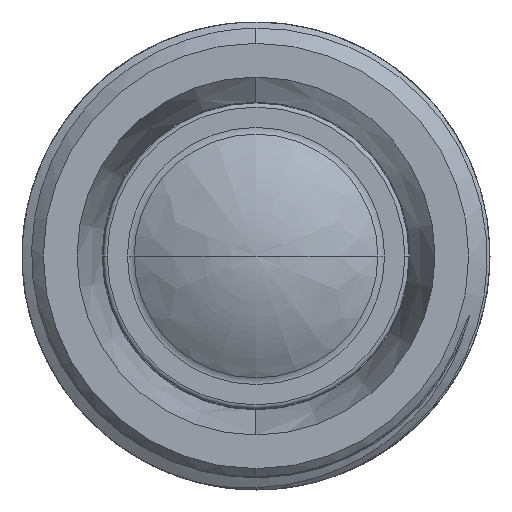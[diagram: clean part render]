
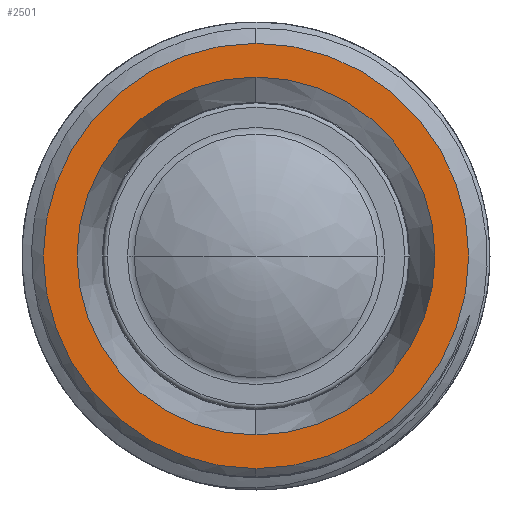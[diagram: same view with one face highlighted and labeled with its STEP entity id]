
A CAD part, left-side view. The second image highlights one B-rep face of the part: STEP entity #2501.
In plain terms, the highlighted planar face has unit normal (-1, 0, 0).
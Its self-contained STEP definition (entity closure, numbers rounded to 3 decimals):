
#26 = EDGE_CURVE ( 'NONE', #11591, #4122, #12730, .T. ) ;
#948 = CARTESIAN_POINT ( 'NONE',  ( -1.212, 0., 0. ) ) ;
#990 = CARTESIAN_POINT ( 'NONE',  ( -1.212, 0., 0. ) ) ;
#2133 = DIRECTION ( 'NONE',  ( 0., 0., -1. ) ) ;
#2501 = ADVANCED_FACE ( 'NONE', ( #12928, #10594 ), #17048, .T. ) ;
#2578 = CARTESIAN_POINT ( 'NONE',  ( -1.212, 0., 5. ) ) ;
#2783 = DIRECTION ( 'NONE',  ( 0., 0., 1. ) ) ;
#3183 = EDGE_LOOP ( 'NONE', ( #11076, #12969 ) ) ;
#3328 = CARTESIAN_POINT ( 'NONE',  ( -1.212, 0., 4.207 ) ) ;
#3409 = CIRCLE ( 'NONE', #8484, 4.207 ) ;
#4122 = VERTEX_POINT ( 'NONE', #2578 ) ;
#4695 = AXIS2_PLACEMENT_3D ( 'NONE', #12190, #12072, #2783 ) ;
#4755 = EDGE_CURVE ( 'NONE', #7084, #8723, #12897, .T. ) ;
#4976 = DIRECTION ( 'NONE',  ( -1., 0., 0. ) ) ;
#5065 = DIRECTION ( 'NONE',  ( 1., 0., 0. ) ) ;
#5151 = CARTESIAN_POINT ( 'NONE',  ( -1.212, 0., 0. ) ) ;
#5694 = CIRCLE ( 'NONE', #11959, 5. ) ;
#6324 = DIRECTION ( 'NONE',  ( 0., -1., 0. ) ) ;
#6364 = DIRECTION ( 'NONE',  ( 0., 0., -1. ) ) ;
#7084 = VERTEX_POINT ( 'NONE', #3328 ) ;
#7425 = DIRECTION ( 'NONE',  ( 1., 0., 0. ) ) ;
#8484 = AXIS2_PLACEMENT_3D ( 'NONE', #12831, #7425, #2133 ) ;
#8723 = VERTEX_POINT ( 'NONE', #16035 ) ;
#10120 = AXIS2_PLACEMENT_3D ( 'NONE', #5151, #4976, #6324 ) ;
#10445 = DIRECTION ( 'NONE',  ( 1., 0., 0. ) ) ;
#10503 = DIRECTION ( 'NONE',  ( 0., 0., 1. ) ) ;
#10594 = FACE_BOUND ( 'NONE', #12359, .T. ) ;
#10981 = ORIENTED_EDGE ( 'NONE', *, *, #16301, .T. ) ;
#11076 = ORIENTED_EDGE ( 'NONE', *, *, #26, .F. ) ;
#11591 = VERTEX_POINT ( 'NONE', #14441 ) ;
#11839 = AXIS2_PLACEMENT_3D ( 'NONE', #990, #5065, #6364 ) ;
#11959 = AXIS2_PLACEMENT_3D ( 'NONE', #948, #10445, #10503 ) ;
#12072 = DIRECTION ( 'NONE',  ( 1., 0., 0. ) ) ;
#12190 = CARTESIAN_POINT ( 'NONE',  ( -1.212, 0., 0. ) ) ;
#12359 = EDGE_LOOP ( 'NONE', ( #14057, #10981 ) ) ;
#12730 = CIRCLE ( 'NONE', #11839, 5. ) ;
#12739 = EDGE_CURVE ( 'NONE', #4122, #11591, #5694, .T. ) ;
#12831 = CARTESIAN_POINT ( 'NONE',  ( -1.212, 0., 0. ) ) ;
#12897 = CIRCLE ( 'NONE', #4695, 4.207 ) ;
#12928 = FACE_OUTER_BOUND ( 'NONE', #3183, .T. ) ;
#12969 = ORIENTED_EDGE ( 'NONE', *, *, #12739, .F. ) ;
#14057 = ORIENTED_EDGE ( 'NONE', *, *, #4755, .T. ) ;
#14441 = CARTESIAN_POINT ( 'NONE',  ( -1.212, 0., -5. ) ) ;
#16035 = CARTESIAN_POINT ( 'NONE',  ( -1.212, 0., -4.207 ) ) ;
#16301 = EDGE_CURVE ( 'NONE', #8723, #7084, #3409, .T. ) ;
#17048 = PLANE ( 'NONE',  #10120 ) ;
